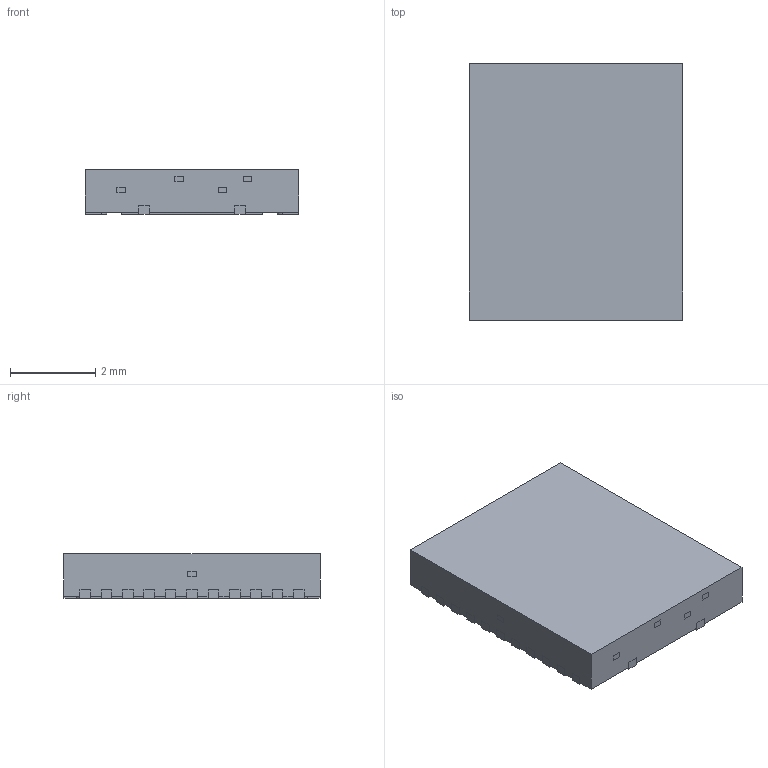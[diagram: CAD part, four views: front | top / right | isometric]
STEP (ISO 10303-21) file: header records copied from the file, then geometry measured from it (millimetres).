
FILE_DESCRIPTION((''),'2;1');
FILE_NAME('DMC0012A_ASM','2016-06-09T',('a0412025'),(''),'CREO PARAMETRIC BY PTC INC, 2016050','CREO PARAMETRIC BY PTC INC, 2016050','');
FILE_SCHEMA(('AUTOMOTIVE_DESIGN { 1 0 10303 214 1 1 1 1 }'));
Length unit declared in the file: millimetre
Products named in the file (6): BODY-SON; FRAME-VQP0012A; PIN1-ID; CLIP1-LSON; CLIP2-LSON; DMC0012A_ASM
Assembly tree (5 placements, depth 2):
  DMC0012A_ASM
    BODY-SON
    FRAME-VQP0012A
    PIN1-ID
    CLIP1-LSON
    CLIP2-LSON
Bounding box: 5 x 6 x 1.05 mm (x, y, z)
Volume: 31.1 mm3; surface area: 336.3 mm2
Topology: 16 solids, 16 shells, 376 faces, 1050 edges, 700 vertices
Faces by surface type: plane 348, cylinder 28
Entity records: 15829 total; most frequent: CARTESIAN_POINT 2150, ORIENTED_EDGE 2100, DIRECTION 1880, PRESENTATION_STYLE_ASSIGNMENT 1079, STYLED_ITEM 1066, CURVE_STYLE 1050, EDGE_CURVE 1050, VECTOR 994
